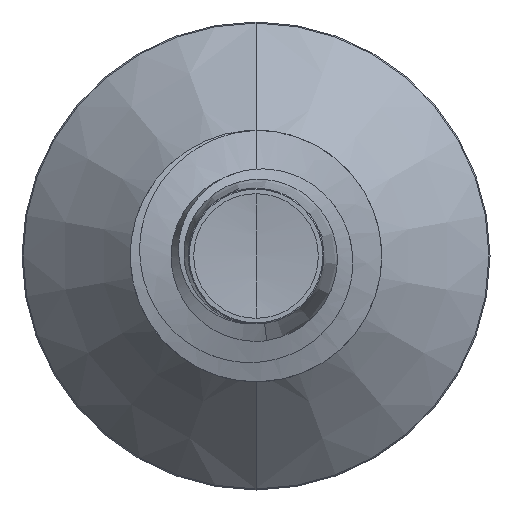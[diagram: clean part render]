
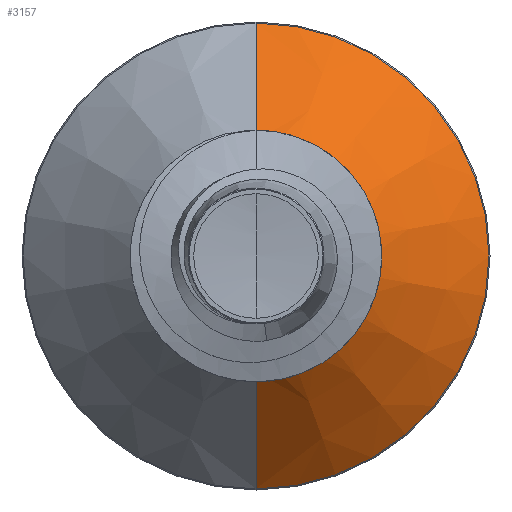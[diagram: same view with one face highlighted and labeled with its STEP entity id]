
A CAD part, front view. The second image highlights one B-rep face of the part: STEP entity #3157.
In plain terms, the highlighted conical face has half-angle 45 degrees and reference radius 2.301 mm.
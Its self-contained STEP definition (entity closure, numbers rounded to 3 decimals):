
#283 = DIRECTION ( 'NONE',  ( 0., 0.707, 0.707 ) ) ;
#319 = CARTESIAN_POINT ( 'NONE',  ( 0., 4.901, 2.301 ) ) ;
#418 = ORIENTED_EDGE ( 'NONE', *, *, #9438, .T. ) ;
#761 = AXIS2_PLACEMENT_3D ( 'NONE', #987, #966, #1218 ) ;
#966 = DIRECTION ( 'NONE',  ( 0., 1., 0. ) ) ;
#987 = CARTESIAN_POINT ( 'NONE',  ( 0., 4.901, 0. ) ) ;
#1218 = DIRECTION ( 'NONE',  ( 0., 0., 1. ) ) ;
#1368 = CARTESIAN_POINT ( 'NONE',  ( 0., 4.901, -2.301 ) ) ;
#2125 = VERTEX_POINT ( 'NONE', #4245 ) ;
#2424 = VERTEX_POINT ( 'NONE', #8799 ) ;
#2776 = DIRECTION ( 'NONE',  ( 0., 0., 1. ) ) ;
#2780 = DIRECTION ( 'NONE',  ( 0., 1., 0. ) ) ;
#2797 = CARTESIAN_POINT ( 'NONE',  ( 0., 7.228, 0. ) ) ;
#3157 = ADVANCED_FACE ( 'NONE', ( #9105 ), #8973, .T. ) ;
#3999 = VERTEX_POINT ( 'NONE', #4140 ) ;
#4140 = CARTESIAN_POINT ( 'NONE',  ( 0., 7.228, 4.628 ) ) ;
#4245 = CARTESIAN_POINT ( 'NONE',  ( 0., 4.901, 2.301 ) ) ;
#4498 = EDGE_LOOP ( 'NONE', ( #9199, #418, #9763, #8410 ) ) ;
#5437 = AXIS2_PLACEMENT_3D ( 'NONE', #2797, #2780, #2776 ) ;
#5729 = LINE ( 'NONE', #8311, #9493 ) ;
#6337 = LINE ( 'NONE', #319, #9636 ) ;
#7264 = DIRECTION ( 'NONE',  ( 0., 0.707, -0.707 ) ) ;
#7706 = CIRCLE ( 'NONE', #5437, 4.628 ) ;
#8140 = AXIS2_PLACEMENT_3D ( 'NONE', #9471, #9465, #9457 ) ;
#8311 = CARTESIAN_POINT ( 'NONE',  ( 0., 4.901, -2.301 ) ) ;
#8410 = ORIENTED_EDGE ( 'NONE', *, *, #9919, .F. ) ;
#8799 = CARTESIAN_POINT ( 'NONE',  ( 0., 7.228, -4.628 ) ) ;
#8973 = CONICAL_SURFACE ( 'NONE', #761, 2.301, 0.785 ) ;
#9021 = CIRCLE ( 'NONE', #8140, 2.301 ) ;
#9105 = FACE_OUTER_BOUND ( 'NONE', #4498, .T. ) ;
#9199 = ORIENTED_EDGE ( 'NONE', *, *, #10032, .T. ) ;
#9438 = EDGE_CURVE ( 'NONE', #10640, #2424, #5729, .T. ) ;
#9457 = DIRECTION ( 'NONE',  ( 0., 0., 1. ) ) ;
#9465 = DIRECTION ( 'NONE',  ( 0., 1., 0. ) ) ;
#9471 = CARTESIAN_POINT ( 'NONE',  ( 0., 4.901, 0. ) ) ;
#9493 = VECTOR ( 'NONE', #7264, 1000. ) ;
#9636 = VECTOR ( 'NONE', #283, 1000. ) ;
#9763 = ORIENTED_EDGE ( 'NONE', *, *, #9789, .F. ) ;
#9789 = EDGE_CURVE ( 'NONE', #3999, #2424, #7706, .T. ) ;
#9919 = EDGE_CURVE ( 'NONE', #2125, #3999, #6337, .T. ) ;
#10032 = EDGE_CURVE ( 'NONE', #2125, #10640, #9021, .T. ) ;
#10640 = VERTEX_POINT ( 'NONE', #1368 ) ;
